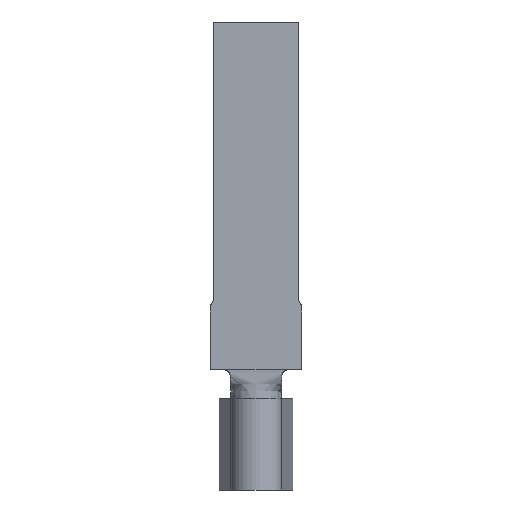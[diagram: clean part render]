
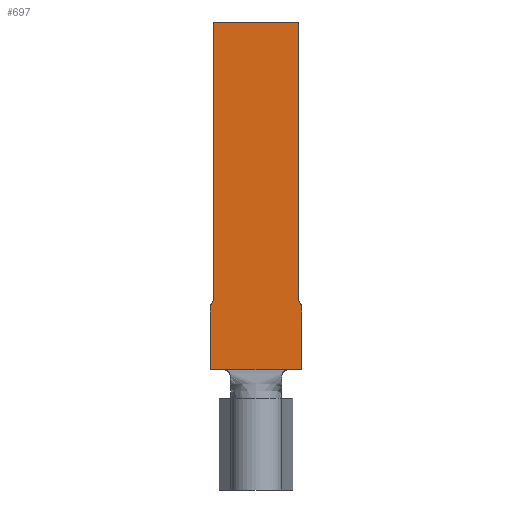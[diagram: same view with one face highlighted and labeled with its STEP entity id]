
A CAD part, front view. The second image highlights one B-rep face of the part: STEP entity #697.
In plain terms, the highlighted planar face has unit normal (0, -1, 0).
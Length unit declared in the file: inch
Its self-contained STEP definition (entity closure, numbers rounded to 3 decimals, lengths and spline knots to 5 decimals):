
#14 = CARTESIAN_POINT ( 'NONE',  ( -0.07, 0., -0.455 ) ) ;
#75 = CARTESIAN_POINT ( 'NONE',  ( 0., 0., -0.57 ) ) ;
#90 = CARTESIAN_POINT ( 'NONE',  ( -0.07, 0., 0. ) ) ;
#102 = CARTESIAN_POINT ( 'NONE',  ( 0.08, 0., -0.455 ) ) ;
#129 = EDGE_CURVE ( 'NONE', #1208, #2021, #224, .T. ) ;
#147 = ORIENTED_EDGE ( 'NONE', *, *, #234, .F. ) ;
#178 = EDGE_CURVE ( 'NONE', #576, #1793, #647, .T. ) ;
#180 = DIRECTION ( 'NONE',  ( 1., 0., 0. ) ) ;
#183 = EDGE_CURVE ( 'NONE', #576, #743, #541, .T. ) ;
#192 = EDGE_CURVE ( 'NONE', #1267, #2099, #1809, .T. ) ;
#196 = LINE ( 'NONE', #1256, #1048 ) ;
#206 = EDGE_CURVE ( 'NONE', #2179, #1263, #426, .T. ) ;
#223 = EDGE_CURVE ( 'NONE', #1208, #1263, #911, .T. ) ;
#224 = LINE ( 'NONE', #440, #1127 ) ;
#234 = EDGE_CURVE ( 'NONE', #1741, #2021, #490, .T. ) ;
#274 = DIRECTION ( 'NONE',  ( 1., 0., 0. ) ) ;
#287 = CARTESIAN_POINT ( 'NONE',  ( 0.075, 0., -0.57 ) ) ;
#288 = EDGE_CURVE ( 'NONE', #1741, #1793, #1258, .T. ) ;
#368 = DIRECTION ( 'NONE',  ( 0., 1., 0. ) ) ;
#375 = DIRECTION ( 'NONE',  ( 0., 0., 1. ) ) ;
#378 = AXIS2_PLACEMENT_3D ( 'NONE', #1081, #1071, #180 ) ;
#422 = FACE_OUTER_BOUND ( 'NONE', #938, .T. ) ;
#426 = CIRCLE ( 'NONE', #1572, 0.01 ) ;
#440 = CARTESIAN_POINT ( 'NONE',  ( 0.07, 0., -0.57 ) ) ;
#490 = LINE ( 'NONE', #75, #2233 ) ;
#541 = CIRCLE ( 'NONE', #1693, 0.01 ) ;
#576 = VERTEX_POINT ( 'NONE', #1094 ) ;
#592 = VECTOR ( 'NONE', #643, 39.37008 ) ;
#619 = CARTESIAN_POINT ( 'NONE',  ( -0.08, 0., -0.455 ) ) ;
#643 = DIRECTION ( 'NONE',  ( 0., 0., -1. ) ) ;
#647 = LINE ( 'NONE', #287, #592 ) ;
#692 = ORIENTED_EDGE ( 'NONE', *, *, #183, .T. ) ;
#697 = ADVANCED_FACE ( 'NONE', ( #422 ), #1248, .T. ) ;
#729 = CARTESIAN_POINT ( 'NONE',  ( -0.0525, 0., -0.57 ) ) ;
#737 = CARTESIAN_POINT ( 'NONE',  ( 0.07, 0., -0.455 ) ) ;
#743 = VERTEX_POINT ( 'NONE', #737 ) ;
#755 = CARTESIAN_POINT ( 'NONE',  ( 0.07, 0., 0. ) ) ;
#801 = CARTESIAN_POINT ( 'NONE',  ( -0.075, 0., -0.57 ) ) ;
#804 = DIRECTION ( 'NONE',  ( 1., 0., 0. ) ) ;
#841 = DIRECTION ( 'NONE',  ( 0., 0., 1. ) ) ;
#863 = ORIENTED_EDGE ( 'NONE', *, *, #223, .F. ) ;
#911 = LINE ( 'NONE', #1652, #1755 ) ;
#919 = EDGE_CURVE ( 'NONE', #2179, #1267, #1306, .T. ) ;
#938 = EDGE_LOOP ( 'NONE', ( #1087, #692, #1086, #1117, #1851, #1619, #863, #1080, #147, #2237 ) ) ;
#969 = VECTOR ( 'NONE', #1973, 39.37008 ) ;
#996 = DIRECTION ( 'NONE',  ( -1., 0., 0. ) ) ;
#1002 = CARTESIAN_POINT ( 'NONE',  ( 0.07, 0., -0.57 ) ) ;
#1048 = VECTOR ( 'NONE', #375, 39.37008 ) ;
#1071 = DIRECTION ( 'NONE',  ( 0., -1., 0. ) ) ;
#1080 = ORIENTED_EDGE ( 'NONE', *, *, #129, .T. ) ;
#1081 = CARTESIAN_POINT ( 'NONE',  ( 0.07, 0., -0.57 ) ) ;
#1086 = ORIENTED_EDGE ( 'NONE', *, *, #1984, .T. ) ;
#1087 = ORIENTED_EDGE ( 'NONE', *, *, #178, .F. ) ;
#1094 = CARTESIAN_POINT ( 'NONE',  ( 0.075, 0., -0.46366 ) ) ;
#1117 = ORIENTED_EDGE ( 'NONE', *, *, #192, .F. ) ;
#1127 = VECTOR ( 'NONE', #1645, 39.37008 ) ;
#1204 = CARTESIAN_POINT ( 'NONE',  ( 0.075, 0., -0.57 ) ) ;
#1208 = VERTEX_POINT ( 'NONE', #801 ) ;
#1248 = PLANE ( 'NONE',  #378 ) ;
#1256 = CARTESIAN_POINT ( 'NONE',  ( 0.07, 0., -0.57 ) ) ;
#1258 = LINE ( 'NONE', #1002, #1641 ) ;
#1263 = VERTEX_POINT ( 'NONE', #2022 ) ;
#1267 = VERTEX_POINT ( 'NONE', #90 ) ;
#1283 = CARTESIAN_POINT ( 'NONE',  ( 0.07, 0., 0. ) ) ;
#1306 = LINE ( 'NONE', #2214, #1701 ) ;
#1380 = CARTESIAN_POINT ( 'NONE',  ( 0.0525, 0., -0.57 ) ) ;
#1572 = AXIS2_PLACEMENT_3D ( 'NONE', #619, #1828, #804 ) ;
#1619 = ORIENTED_EDGE ( 'NONE', *, *, #206, .T. ) ;
#1641 = VECTOR ( 'NONE', #274, 39.37008 ) ;
#1645 = DIRECTION ( 'NONE',  ( 1., 0., 0. ) ) ;
#1652 = CARTESIAN_POINT ( 'NONE',  ( -0.075, 0., -0.57 ) ) ;
#1693 = AXIS2_PLACEMENT_3D ( 'NONE', #102, #368, #1694 ) ;
#1694 = DIRECTION ( 'NONE',  ( 1., 0., 0. ) ) ;
#1701 = VECTOR ( 'NONE', #841, 39.37008 ) ;
#1741 = VERTEX_POINT ( 'NONE', #1380 ) ;
#1755 = VECTOR ( 'NONE', #2181, 39.37008 ) ;
#1793 = VERTEX_POINT ( 'NONE', #1204 ) ;
#1809 = LINE ( 'NONE', #755, #969 ) ;
#1828 = DIRECTION ( 'NONE',  ( 0., 1., 0. ) ) ;
#1851 = ORIENTED_EDGE ( 'NONE', *, *, #919, .F. ) ;
#1973 = DIRECTION ( 'NONE',  ( 1., 0., 0. ) ) ;
#1984 = EDGE_CURVE ( 'NONE', #743, #2099, #196, .T. ) ;
#2021 = VERTEX_POINT ( 'NONE', #729 ) ;
#2022 = CARTESIAN_POINT ( 'NONE',  ( -0.075, 0., -0.46366 ) ) ;
#2099 = VERTEX_POINT ( 'NONE', #1283 ) ;
#2179 = VERTEX_POINT ( 'NONE', #14 ) ;
#2181 = DIRECTION ( 'NONE',  ( 0., 0., 1. ) ) ;
#2214 = CARTESIAN_POINT ( 'NONE',  ( -0.07, 0., -0.57 ) ) ;
#2233 = VECTOR ( 'NONE', #996, 39.37008 ) ;
#2237 = ORIENTED_EDGE ( 'NONE', *, *, #288, .T. ) ;
